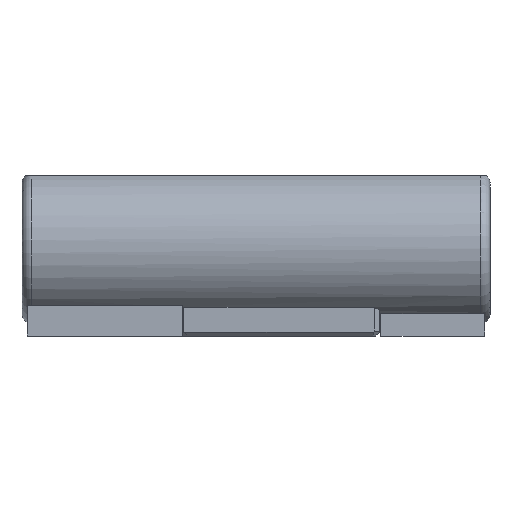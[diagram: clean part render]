
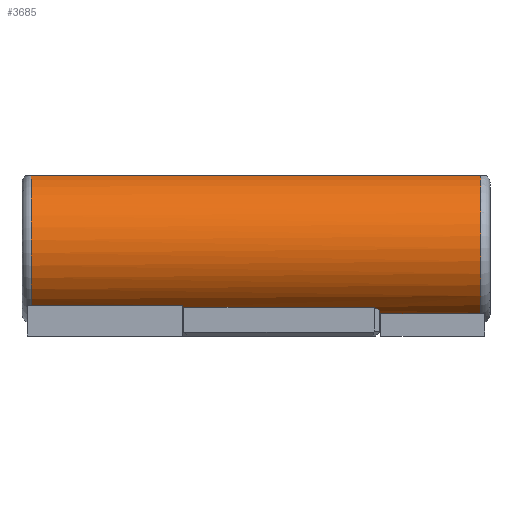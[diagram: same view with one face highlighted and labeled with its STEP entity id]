
A CAD part, front view. The second image highlights one B-rep face of the part: STEP entity #3685.
In plain terms, the highlighted cylindrical face has radius 6 mm (diameter 12 mm), a partial arc.
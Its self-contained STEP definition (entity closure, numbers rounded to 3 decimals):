
#53=ELLIPSE('',#3933,8.485,6.);
#54=ELLIPSE('',#3935,8.485,6.);
#55=ELLIPSE('',#3958,8.485,6.);
#107=CIRCLE('',#3913,6.);
#120=CIRCLE('',#3954,6.);
#121=CIRCLE('',#3955,6.);
#122=CIRCLE('',#3956,6.);
#123=CIRCLE('',#3957,6.);
#124=CIRCLE('',#3959,6.);
#187=CYLINDRICAL_SURFACE('',#3953,6.);
#351=FACE_OUTER_BOUND('',#581,.T.);
#581=EDGE_LOOP('',(#2885,#2886,#2887,#2888,#2889,#2890,#2891,#2892,#2893,
#2894,#2895,#2896,#2897));
#910=LINE('',#5699,#1300);
#911=LINE('',#5701,#1301);
#912=LINE('',#5722,#1302);
#933=LINE('',#5801,#1323);
#1300=VECTOR('',#4614,1000.);
#1301=VECTOR('',#4615,1000.);
#1302=VECTOR('',#4616,10.);
#1323=VECTOR('',#4679,1000.);
#1620=VERTEX_POINT('',#5630);
#1621=VERTEX_POINT('',#5632);
#1636=VERTEX_POINT('',#5688);
#1637=VERTEX_POINT('',#5690);
#1638=VERTEX_POINT('',#5694);
#1639=VERTEX_POINT('',#5698);
#1640=VERTEX_POINT('',#5700);
#1641=VERTEX_POINT('',#5702);
#1642=VERTEX_POINT('',#5721);
#1659=VERTEX_POINT('',#5794);
#1660=VERTEX_POINT('',#5797);
#1661=VERTEX_POINT('',#5800);
#1662=VERTEX_POINT('',#5802);
#2027=EDGE_CURVE('',#1621,#1620,#107,.T.);
#2056=EDGE_CURVE('',#1636,#1637,#53,.F.);
#2058=EDGE_CURVE('',#1621,#1638,#54,.F.);
#2060=EDGE_CURVE('',#1636,#1639,#910,.T.);
#2061=EDGE_CURVE('',#1638,#1640,#911,.T.);
#2063=EDGE_CURVE('',#1641,#1642,#912,.T.);
#2091=EDGE_CURVE('',#1659,#1639,#120,.T.);
#2092=EDGE_CURVE('',#1642,#1659,#121,.T.);
#2093=EDGE_CURVE('',#1660,#1641,#122,.T.);
#2094=EDGE_CURVE('',#1640,#1660,#123,.T.);
#2095=EDGE_CURVE('',#1661,#1620,#933,.T.);
#2096=EDGE_CURVE('',#1661,#1662,#55,.T.);
#2097=EDGE_CURVE('',#1637,#1662,#124,.T.);
#2885=ORIENTED_EDGE('',*,*,#2060,.T.);
#2886=ORIENTED_EDGE('',*,*,#2091,.F.);
#2887=ORIENTED_EDGE('',*,*,#2092,.F.);
#2888=ORIENTED_EDGE('',*,*,#2063,.F.);
#2889=ORIENTED_EDGE('',*,*,#2093,.F.);
#2890=ORIENTED_EDGE('',*,*,#2094,.F.);
#2891=ORIENTED_EDGE('',*,*,#2061,.F.);
#2892=ORIENTED_EDGE('',*,*,#2058,.F.);
#2893=ORIENTED_EDGE('',*,*,#2027,.T.);
#2894=ORIENTED_EDGE('',*,*,#2095,.F.);
#2895=ORIENTED_EDGE('',*,*,#2096,.T.);
#2896=ORIENTED_EDGE('',*,*,#2097,.F.);
#2897=ORIENTED_EDGE('',*,*,#2056,.F.);
#3685=ADVANCED_FACE('',(#351),#187,.T.);
#3913=AXIS2_PLACEMENT_3D('',#5633,#4542,#4543);
#3933=AXIS2_PLACEMENT_3D('',#5691,#4604,#4605);
#3935=AXIS2_PLACEMENT_3D('',#5695,#4609,#4610);
#3953=AXIS2_PLACEMENT_3D('',#5793,#4669,#4670);
#3954=AXIS2_PLACEMENT_3D('',#5795,#4671,#4672);
#3955=AXIS2_PLACEMENT_3D('',#5796,#4673,#4674);
#3956=AXIS2_PLACEMENT_3D('',#5798,#4675,#4676);
#3957=AXIS2_PLACEMENT_3D('',#5799,#4677,#4678);
#3958=AXIS2_PLACEMENT_3D('',#5803,#4680,#4681);
#3959=AXIS2_PLACEMENT_3D('',#5804,#4682,#4683);
#4542=DIRECTION('center_axis',(-1.,0.,0.));
#4543=DIRECTION('ref_axis',(0.,0.707,0.707));
#4604=DIRECTION('center_axis',(0.707,0.,0.707));
#4605=DIRECTION('ref_axis',(-0.707,0.,0.707));
#4609=DIRECTION('center_axis',(-0.707,0.,
0.707));
#4610=DIRECTION('ref_axis',(0.707,0.,0.707));
#4614=DIRECTION('',(1.,0.,0.));
#4615=DIRECTION('',(-1.,0.,0.));
#4616=DIRECTION('',(1.,0.,0.));
#4669=DIRECTION('center_axis',(-1.,0.,0.));
#4670=DIRECTION('ref_axis',(0.,0.,
-1.));
#4671=DIRECTION('center_axis',(1.,0.,0.));
#4672=DIRECTION('ref_axis',(0.,-0.256,0.967));
#4673=DIRECTION('center_axis',(1.,0.,0.));
#4674=DIRECTION('ref_axis',(0.,-0.256,0.967));
#4675=DIRECTION('center_axis',(-1.,0.,0.));
#4676=DIRECTION('ref_axis',(0.,0.256,0.967));
#4677=DIRECTION('center_axis',(-1.,0.,0.));
#4678=DIRECTION('ref_axis',(0.,0.256,0.967));
#4679=DIRECTION('',(-1.,0.,0.));
#4680=DIRECTION('center_axis',(0.707,-0.707,0.));
#4681=DIRECTION('ref_axis',(0.707,0.707,0.));
#4682=DIRECTION('center_axis',(-1.,0.,0.));
#4683=DIRECTION('ref_axis',(0.,-0.707,0.707));
#5630=CARTESIAN_POINT('',(293.475,-25.22,7.396));
#5632=CARTESIAN_POINT('',(293.475,-19.072,17.58));
#5633=CARTESIAN_POINT('Origin',(293.475,-21.47,12.08));
#5688=CARTESIAN_POINT('',(308.805,-19.934,17.88));
#5690=CARTESIAN_POINT('',(309.105,-19.072,17.58));
#5691=CARTESIAN_POINT('Origin',(314.605,-21.47,12.08));
#5694=CARTESIAN_POINT('',(293.775,-19.934,17.88));
#5695=CARTESIAN_POINT('Origin',(287.975,-21.47,12.08));
#5698=CARTESIAN_POINT('',(317.195,-19.934,17.88));
#5699=CARTESIAN_POINT('',(311.525,-19.934,17.88));
#5700=CARTESIAN_POINT('',(281.285,-19.934,17.88));
#5701=CARTESIAN_POINT('',(285.955,-19.934,17.88));
#5702=CARTESIAN_POINT('',(281.285,-23.006,17.88));
#5721=CARTESIAN_POINT('',(317.195,-23.006,17.88));
#5722=CARTESIAN_POINT('',(294.475,-23.006,17.88));
#5793=CARTESIAN_POINT('Origin',(286.955,-21.47,12.08));
#5794=CARTESIAN_POINT('',(317.195,-27.47,12.08));
#5795=CARTESIAN_POINT('Origin',(317.195,-21.47,12.08));
#5796=CARTESIAN_POINT('Origin',(317.195,-21.47,12.08));
#5797=CARTESIAN_POINT('',(281.285,-15.47,12.08));
#5798=CARTESIAN_POINT('Origin',(281.285,-21.47,12.08));
#5799=CARTESIAN_POINT('Origin',(281.285,-21.47,12.08));
#5800=CARTESIAN_POINT('',(308.705,-25.22,7.396));
#5801=CARTESIAN_POINT('',(297.31,-25.22,7.396));
#5802=CARTESIAN_POINT('',(309.105,-24.82,7.102));
#5803=CARTESIAN_POINT('Origin',(312.455,-21.47,12.08));
#5804=CARTESIAN_POINT('Origin',(309.105,-21.47,12.08));
